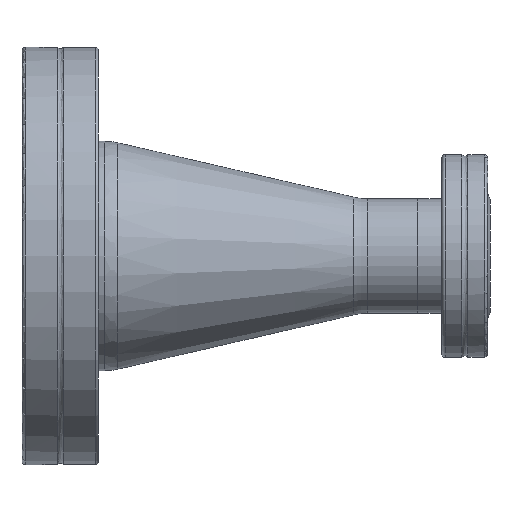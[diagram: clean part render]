
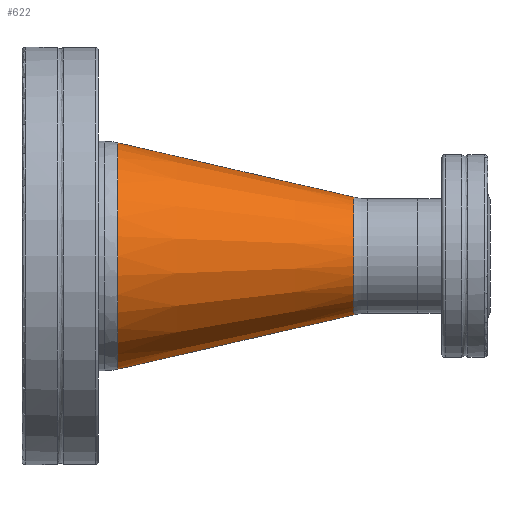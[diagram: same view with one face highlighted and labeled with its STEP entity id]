
A CAD part, front view. The second image highlights one B-rep face of the part: STEP entity #622.
In plain terms, the highlighted conical face has half-angle 12.96 degrees and reference radius 9.78 mm.
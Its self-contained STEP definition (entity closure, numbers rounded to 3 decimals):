
#118 = VERTEX_POINT ( 'NONE', #430 ) ;
#407 = CARTESIAN_POINT ( 'NONE',  ( 10.637, 0., -18.795 ) ) ;
#430 = CARTESIAN_POINT ( 'NONE',  ( 49.813, 0., -9.78 ) ) ;
#455 = DIRECTION ( 'NONE',  ( 1., 0., 0. ) ) ;
#607 = CONICAL_SURFACE ( 'NONE', #1495, 9.78, 0.226 ) ;
#622 = ADVANCED_FACE ( 'NONE', ( #646, #1337 ), #607, .T. ) ;
#646 = FACE_OUTER_BOUND ( 'NONE', #880, .T. ) ;
#701 = DIRECTION ( 'NONE',  ( 0., 0., 1. ) ) ;
#880 = EDGE_LOOP ( 'NONE', ( #2591 ) ) ;
#1044 = VERTEX_POINT ( 'NONE', #407 ) ;
#1337 = FACE_BOUND ( 'NONE', #2336, .T. ) ;
#1341 = DIRECTION ( 'NONE',  ( 0., 0., -1. ) ) ;
#1495 = AXIS2_PLACEMENT_3D ( 'NONE', #2767, #2749, #701 ) ;
#1635 = CARTESIAN_POINT ( 'NONE',  ( 49.813, 0., 0. ) ) ;
#1719 = ORIENTED_EDGE ( 'NONE', *, *, #3181, .F. ) ;
#1752 = CARTESIAN_POINT ( 'NONE',  ( 10.637, 0., 0. ) ) ;
#1849 = DIRECTION ( 'NONE',  ( 1., 0., 0. ) ) ;
#2336 = EDGE_LOOP ( 'NONE', ( #1719 ) ) ;
#2439 = EDGE_CURVE ( 'NONE', #1044, #1044, #2984, .T. ) ;
#2591 = ORIENTED_EDGE ( 'NONE', *, *, #2439, .T. ) ;
#2607 = CIRCLE ( 'NONE', #2953, 9.78 ) ;
#2749 = DIRECTION ( 'NONE',  ( -1., 0., 0. ) ) ;
#2767 = CARTESIAN_POINT ( 'NONE',  ( 49.813, 0., 0. ) ) ;
#2805 = DIRECTION ( 'NONE',  ( 0., 0., -1. ) ) ;
#2953 = AXIS2_PLACEMENT_3D ( 'NONE', #1635, #1849, #1341 ) ;
#2984 = CIRCLE ( 'NONE', #3236, 18.795 ) ;
#3181 = EDGE_CURVE ( 'NONE', #118, #118, #2607, .T. ) ;
#3236 = AXIS2_PLACEMENT_3D ( 'NONE', #1752, #455, #2805 ) ;
